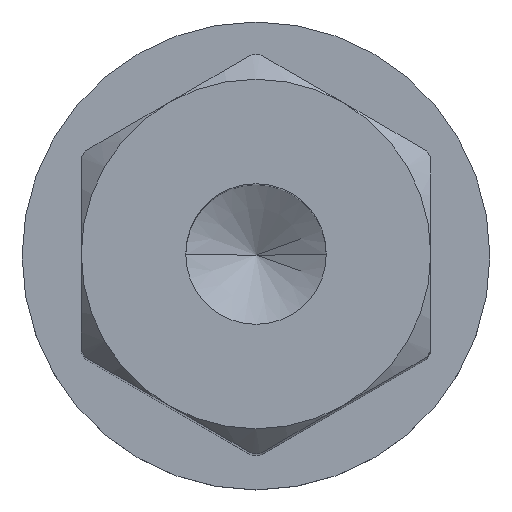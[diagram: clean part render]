
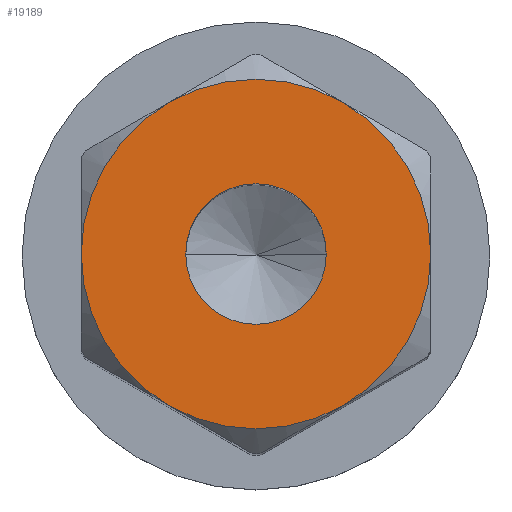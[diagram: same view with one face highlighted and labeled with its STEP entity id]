
A CAD part, top view. The second image highlights one B-rep face of the part: STEP entity #19189.
In plain terms, the highlighted planar face has unit normal (0, 0, 1).
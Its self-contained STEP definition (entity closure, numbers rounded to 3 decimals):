
#2586 = EDGE_CURVE ( 'NONE', #18645, #18646, #16063, .T. ) ;
#2794 = AXIS2_PLACEMENT_3D ( 'NONE', #23429, #23428, #23427 ) ;
#2805 = AXIS2_PLACEMENT_3D ( 'NONE', #11934, #11933, #11932 ) ;
#2807 = AXIS2_PLACEMENT_3D ( 'NONE', #11928, #11927, #11926 ) ;
#2808 = AXIS2_PLACEMENT_3D ( 'NONE', #11925, #11924, #11923 ) ;
#2809 = AXIS2_PLACEMENT_3D ( 'NONE', #11922, #11921, #11920 ) ;
#2810 = AXIS2_PLACEMENT_3D ( 'NONE', #11919, #11918, #11917 ) ;
#2811 = AXIS2_PLACEMENT_3D ( 'NONE', #11916, #11915, #11914 ) ;
#2812 = AXIS2_PLACEMENT_3D ( 'NONE', #11913, #11912, #11911 ) ;
#2959 = AXIS2_PLACEMENT_3D ( 'NONE', #8116, #8107, #8106 ) ;
#8106 = DIRECTION ( 'NONE',  ( 1., 0., 0. ) ) ;
#8107 = DIRECTION ( 'NONE',  ( 0., 0., 1. ) ) ;
#8112 = PLANE ( 'NONE',  #2959 ) ;
#8116 = CARTESIAN_POINT ( 'NONE',  ( -6.35, -3.666, 49.752 ) ) ;
#8300 = CARTESIAN_POINT ( 'NONE',  ( 6.35, 0., 49.752 ) ) ;
#8483 = CARTESIAN_POINT ( 'NONE',  ( -3.175, -5.499, 49.752 ) ) ;
#8505 = CARTESIAN_POINT ( 'NONE',  ( 2.553, 0., 49.752 ) ) ;
#8513 = CARTESIAN_POINT ( 'NONE',  ( -6.35, 0., 49.752 ) ) ;
#8525 = CARTESIAN_POINT ( 'NONE',  ( -2.553, 0., 49.752 ) ) ;
#11301 = CARTESIAN_POINT ( 'NONE',  ( 3.175, -5.499, 49.752 ) ) ;
#11321 = CARTESIAN_POINT ( 'NONE',  ( -3.175, 5.499, 49.752 ) ) ;
#11325 = CARTESIAN_POINT ( 'NONE',  ( 3.175, 5.499, 49.752 ) ) ;
#11911 = DIRECTION ( 'NONE',  ( -1., 0., 0. ) ) ;
#11912 = DIRECTION ( 'NONE',  ( 0., 0., -1. ) ) ;
#11913 = CARTESIAN_POINT ( 'NONE',  ( 0., 0., 49.752 ) ) ;
#11914 = DIRECTION ( 'NONE',  ( -1., 0., 0. ) ) ;
#11915 = DIRECTION ( 'NONE',  ( 0., 0., -1. ) ) ;
#11916 = CARTESIAN_POINT ( 'NONE',  ( 0., 0., 49.752 ) ) ;
#11917 = DIRECTION ( 'NONE',  ( -1., 0., 0. ) ) ;
#11918 = DIRECTION ( 'NONE',  ( 0., 0., -1. ) ) ;
#11919 = CARTESIAN_POINT ( 'NONE',  ( 0., 0., 49.752 ) ) ;
#11920 = DIRECTION ( 'NONE',  ( -1., 0., 0. ) ) ;
#11921 = DIRECTION ( 'NONE',  ( 0., 0., -1. ) ) ;
#11922 = CARTESIAN_POINT ( 'NONE',  ( 0., 0., 49.752 ) ) ;
#11923 = DIRECTION ( 'NONE',  ( -1., 0., 0. ) ) ;
#11924 = DIRECTION ( 'NONE',  ( 0., 0., -1. ) ) ;
#11925 = CARTESIAN_POINT ( 'NONE',  ( 0., 0., 49.752 ) ) ;
#11926 = DIRECTION ( 'NONE',  ( -1., 0., 0. ) ) ;
#11927 = DIRECTION ( 'NONE',  ( 0., 0., -1. ) ) ;
#11928 = CARTESIAN_POINT ( 'NONE',  ( 0., 0., 49.752 ) ) ;
#11932 = DIRECTION ( 'NONE',  ( 1., 0., 0. ) ) ;
#11933 = DIRECTION ( 'NONE',  ( 0., 0., 1. ) ) ;
#11934 = CARTESIAN_POINT ( 'NONE',  ( 0., 0., 49.752 ) ) ;
#15538 = FACE_OUTER_BOUND ( 'NONE', #22061, .T. ) ;
#15796 = FACE_BOUND ( 'NONE', #22076, .T. ) ;
#16063 = CIRCLE ( 'NONE', #2794, 2.553 ) ;
#16141 = CIRCLE ( 'NONE', #2808, 6.35 ) ;
#16151 = CIRCLE ( 'NONE', #2805, 2.553 ) ;
#16162 = CIRCLE ( 'NONE', #2812, 6.35 ) ;
#16164 = CIRCLE ( 'NONE', #2809, 6.35 ) ;
#16169 = CIRCLE ( 'NONE', #2807, 6.35 ) ;
#16173 = CIRCLE ( 'NONE', #2810, 6.35 ) ;
#16175 = CIRCLE ( 'NONE', #2811, 6.35 ) ;
#17867 = EDGE_CURVE ( 'NONE', #18646, #18645, #16151, .T. ) ;
#17869 = EDGE_CURVE ( 'NONE', #18270, #19021, #16169, .T. ) ;
#17870 = EDGE_CURVE ( 'NONE', #18274, #18270, #16141, .T. ) ;
#17871 = EDGE_CURVE ( 'NONE', #18635, #18274, #16164, .T. ) ;
#17872 = EDGE_CURVE ( 'NONE', #18664, #18635, #16173, .T. ) ;
#17873 = EDGE_CURVE ( 'NONE', #18295, #18664, #16175, .T. ) ;
#17874 = EDGE_CURVE ( 'NONE', #19021, #18295, #16162, .T. ) ;
#18270 = VERTEX_POINT ( 'NONE', #11325 ) ;
#18274 = VERTEX_POINT ( 'NONE', #11321 ) ;
#18295 = VERTEX_POINT ( 'NONE', #11301 ) ;
#18635 = VERTEX_POINT ( 'NONE', #8513 ) ;
#18645 = VERTEX_POINT ( 'NONE', #8525 ) ;
#18646 = VERTEX_POINT ( 'NONE', #8505 ) ;
#18664 = VERTEX_POINT ( 'NONE', #8483 ) ;
#19021 = VERTEX_POINT ( 'NONE', #8300 ) ;
#19189 = ADVANCED_FACE ( 'NONE', ( #15796, #15538 ), #8112, .T. ) ;
#22061 = EDGE_LOOP ( 'NONE', ( #22626, #22625, #22624, #22623, #22622, #22621 ) ) ;
#22076 = EDGE_LOOP ( 'NONE', ( #22837, #22094 ) ) ;
#22094 = ORIENTED_EDGE ( 'NONE', *, *, #2586, .F. ) ;
#22621 = ORIENTED_EDGE ( 'NONE', *, *, #17873, .F. ) ;
#22622 = ORIENTED_EDGE ( 'NONE', *, *, #17872, .F. ) ;
#22623 = ORIENTED_EDGE ( 'NONE', *, *, #17871, .F. ) ;
#22624 = ORIENTED_EDGE ( 'NONE', *, *, #17870, .F. ) ;
#22625 = ORIENTED_EDGE ( 'NONE', *, *, #17869, .F. ) ;
#22626 = ORIENTED_EDGE ( 'NONE', *, *, #17874, .F. ) ;
#22837 = ORIENTED_EDGE ( 'NONE', *, *, #17867, .F. ) ;
#23427 = DIRECTION ( 'NONE',  ( 1., 0., 0. ) ) ;
#23428 = DIRECTION ( 'NONE',  ( 0., 0., 1. ) ) ;
#23429 = CARTESIAN_POINT ( 'NONE',  ( 0., 0., 49.752 ) ) ;
